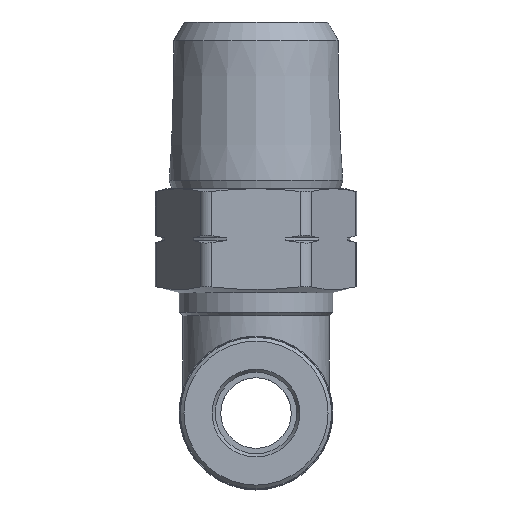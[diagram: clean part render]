
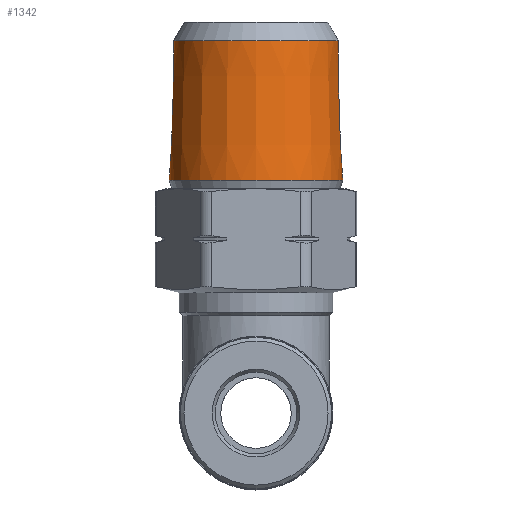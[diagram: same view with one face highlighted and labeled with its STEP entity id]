
A CAD part, left-side view. The second image highlights one B-rep face of the part: STEP entity #1342.
In plain terms, the highlighted conical face has half-angle 1.788 degrees and reference radius 6.772 mm.
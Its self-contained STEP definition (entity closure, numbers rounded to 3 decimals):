
#55=CONICAL_SURFACE('',#1495,6.772,0.031);
#442=ORIENTED_EDGE('',*,*,#717,.F.);
#443=ORIENTED_EDGE('',*,*,#718,.T.);
#717=EDGE_CURVE('',#868,#868,#919,.T.);
#718=EDGE_CURVE('',#869,#869,#920,.T.);
#868=VERTEX_POINT('',#2466);
#869=VERTEX_POINT('',#2469);
#919=CIRCLE('',#1494,6.432);
#920=CIRCLE('',#1496,6.772);
#1047=EDGE_LOOP('',(#442));
#1048=EDGE_LOOP('',(#443));
#1197=FACE_BOUND('',#1047,.T.);
#1198=FACE_BOUND('',#1048,.T.);
#1342=ADVANCED_FACE('',(#1197,#1198),#55,.T.);
#1494=AXIS2_PLACEMENT_3D('',#2465,#1802,#1803);
#1495=AXIS2_PLACEMENT_3D('',#2467,#1804,#1805);
#1496=AXIS2_PLACEMENT_3D('',#2468,#1806,#1807);
#1802=DIRECTION('',(0.,0.,1.));
#1803=DIRECTION('',(1.,0.,0.));
#1804=DIRECTION('',(0.,0.,-1.));
#1805=DIRECTION('',(-1.,0.,0.));
#1806=DIRECTION('',(0.,0.,1.));
#1807=DIRECTION('',(1.,0.,0.));
#2465=CARTESIAN_POINT('',(0.,0.,11.544));
#2466=CARTESIAN_POINT('',(6.432,0.,11.544));
#2467=CARTESIAN_POINT('',(0.,0.,0.665));
#2468=CARTESIAN_POINT('',(0.,0.,0.665));
#2469=CARTESIAN_POINT('',(6.772,0.,0.665));
